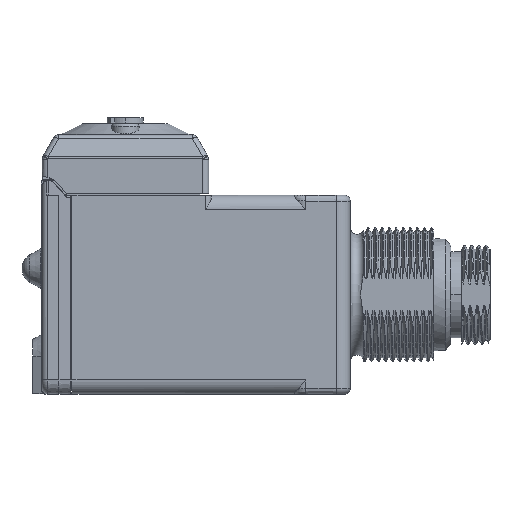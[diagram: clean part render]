
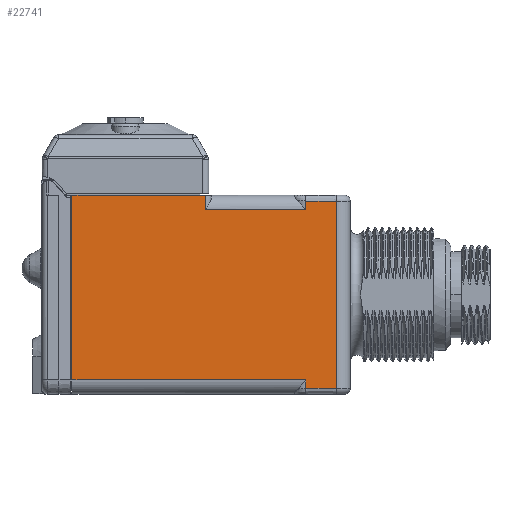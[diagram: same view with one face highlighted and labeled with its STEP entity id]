
A CAD part, left-side view. The second image highlights one B-rep face of the part: STEP entity #22741.
In plain terms, the highlighted planar face has unit normal (-1, 0, 0).
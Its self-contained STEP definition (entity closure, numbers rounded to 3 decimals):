
#238=DIRECTION('',(0.,1.,0.));
#239=VECTOR('',#238,29.84);
#240=CARTESIAN_POINT('',(-22.225,-27.05,22.225));
#241=LINE('',#240,#239);
#5051=DIRECTION('',(0.,0.,1.));
#5052=VECTOR('',#5051,41.27);
#5053=CARTESIAN_POINT('',(-22.225,2.79,-19.045));
#5054=LINE('',#5053,#5052);
#5055=DIRECTION('',(0.,0.,1.));
#5056=VECTOR('',#5055,3.18);
#5057=CARTESIAN_POINT('',(-22.225,-27.05,19.045));
#5058=LINE('',#5057,#5056);
#5059=DIRECTION('',(0.,0.,-1.));
#5060=VECTOR('',#5059,1.91);
#5061=CARTESIAN_POINT('',(-22.225,-49.53,
20.955));
#5062=LINE('',#5061,#5060);
#5063=CARTESIAN_POINT('',(-22.225,-49.53,
20.955));
#5064=CARTESIAN_POINT('',(-22.225,-49.897,
20.952));
#5065=CARTESIAN_POINT('',(-22.225,-50.665,
20.957));
#5066=CARTESIAN_POINT('',(-22.225,-51.916,
20.955));
#5067=CARTESIAN_POINT('',(-22.225,-53.259,
20.955));
#5068=CARTESIAN_POINT('',(-22.225,-54.698,
20.955));
#5069=CARTESIAN_POINT('',(-22.225,-55.728,20.955));
#5070=CARTESIAN_POINT('',(-22.225,-56.26,20.955));
#5072=DIRECTION('',(0.,0.,-1.));
#5073=VECTOR('',#5072,41.91);
#5074=CARTESIAN_POINT('',(-22.225,-56.26,20.955));
#5075=LINE('',#5074,#5073);
#5076=CARTESIAN_POINT('',(-22.225,-56.26,-20.955));
#5077=CARTESIAN_POINT('',(-22.225,-55.809,-20.955));
#5078=CARTESIAN_POINT('',(-22.225,-54.935,
-20.955));
#5079=CARTESIAN_POINT('',(-22.225,-53.704,
-20.955));
#5080=CARTESIAN_POINT('',(-22.225,-52.549,
-20.955));
#5081=CARTESIAN_POINT('',(-22.225,-51.467,
-20.954));
#5082=CARTESIAN_POINT('',(-22.225,-50.454,
-20.957));
#5083=CARTESIAN_POINT('',(-22.225,-49.83,
-20.953));
#5084=CARTESIAN_POINT('',(-22.225,-49.53,
-20.955));
#5086=DIRECTION('',(0.,0.,-1.));
#5087=VECTOR('',#5086,1.91);
#5088=CARTESIAN_POINT('',(-22.225,-49.53,-19.045));
#5089=LINE('',#5088,#5087);
#5115=DIRECTION('',(0.,1.,0.));
#5116=VECTOR('',#5115,22.48);
#5117=CARTESIAN_POINT('',(-22.225,-49.53,19.045));
#5118=LINE('',#5117,#5116);
#5342=DIRECTION('',(0.,-1.,0.));
#5343=VECTOR('',#5342,52.32);
#5344=CARTESIAN_POINT('',(-22.225,2.79,-19.045));
#5345=LINE('',#5344,#5343);
#5360=CARTESIAN_POINT('',(-22.225,-49.53,-19.045));
#14165=CARTESIAN_POINT('',(-22.225,2.79,-19.045));
#14166=CARTESIAN_POINT('',(-22.225,2.79,22.225));
#14167=VERTEX_POINT('',#14165);
#14168=VERTEX_POINT('',#14166);
#14237=CARTESIAN_POINT('',(-22.225,-56.26,20.955));
#14238=VERTEX_POINT('',#14237);
#14240=VERTEX_POINT('',#5063);
#14243=VERTEX_POINT('',#5076);
#14244=VERTEX_POINT('',#5084);
#14263=CARTESIAN_POINT('',(-22.225,-49.53,19.045));
#14264=VERTEX_POINT('',#14263);
#14268=VERTEX_POINT('',#5360);
#14319=CARTESIAN_POINT('',(-22.225,-27.05,22.225));
#14321=VERTEX_POINT('',#14319);
#14325=CARTESIAN_POINT('',(-22.225,-27.05,19.045));
#14326=VERTEX_POINT('',#14325);
#22716=CARTESIAN_POINT('',(-22.225,-59.44,-22.225));
#22717=DIRECTION('',(-1.,0.,0.));
#22718=DIRECTION('',(0.,0.,1.));
#22719=AXIS2_PLACEMENT_3D('',#22716,#22717,#22718);
#22720=PLANE('',#22719);
#22721=ORIENTED_EDGE('',*,*,#16532,.T.);
#22722=ORIENTED_EDGE('',*,*,#16276,.F.);
#22724=ORIENTED_EDGE('',*,*,#22723,.F.);
#22726=ORIENTED_EDGE('',*,*,#22725,.F.);
#22728=ORIENTED_EDGE('',*,*,#22727,.F.);
#22730=ORIENTED_EDGE('',*,*,#22729,.T.);
#22732=ORIENTED_EDGE('',*,*,#22731,.T.);
#22734=ORIENTED_EDGE('',*,*,#22733,.T.);
#22736=ORIENTED_EDGE('',*,*,#22735,.F.);
#22738=ORIENTED_EDGE('',*,*,#22737,.F.);
#22739=EDGE_LOOP('',(#22721,#22722,#22724,#22726,#22728,#22730,#22732,#22734,
#22736,#22738));
#22740=FACE_OUTER_BOUND('',#22739,.F.);
#22741=ADVANCED_FACE('',(#22740),#22720,.T.);
#5071=B_SPLINE_CURVE_WITH_KNOTS('',3,(#5063,#5064,#5065,#5066,#5067,#5068,#5069,
#5070),.UNSPECIFIED.,.F.,.F.,(4,1,1,1,1,4),(0.,0.2,0.4,0.6,0.8,1.),
.UNSPECIFIED.);
#5085=B_SPLINE_CURVE_WITH_KNOTS('',3,(#5076,#5077,#5078,#5079,#5080,#5081,#5082,
#5083,#5084),.UNSPECIFIED.,.F.,.F.,(4,1,1,1,1,1,4),(0.,0.167,
0.333,0.5,0.667,0.833,1.),
.UNSPECIFIED.);
#16276=EDGE_CURVE('',#14321,#14168,#241,.T.);
#16532=EDGE_CURVE('',#14167,#14168,#5054,.T.);
#22723=EDGE_CURVE('',#14326,#14321,#5058,.T.);
#22725=EDGE_CURVE('',#14264,#14326,#5118,.T.);
#22727=EDGE_CURVE('',#14240,#14264,#5062,.T.);
#22729=EDGE_CURVE('',#14240,#14238,#5071,.T.);
#22731=EDGE_CURVE('',#14238,#14243,#5075,.T.);
#22733=EDGE_CURVE('',#14243,#14244,#5085,.T.);
#22735=EDGE_CURVE('',#14268,#14244,#5089,.T.);
#22737=EDGE_CURVE('',#14167,#14268,#5345,.T.);
